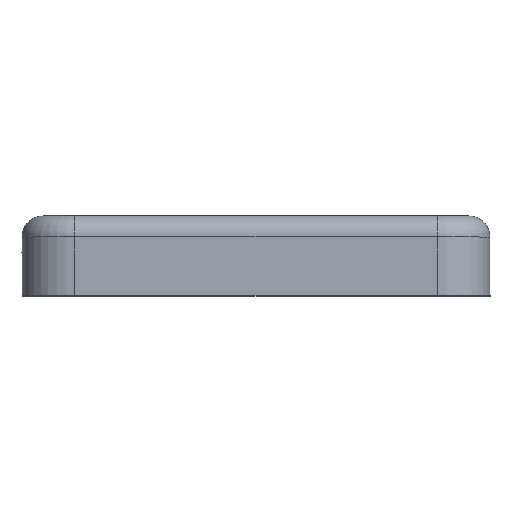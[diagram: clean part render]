
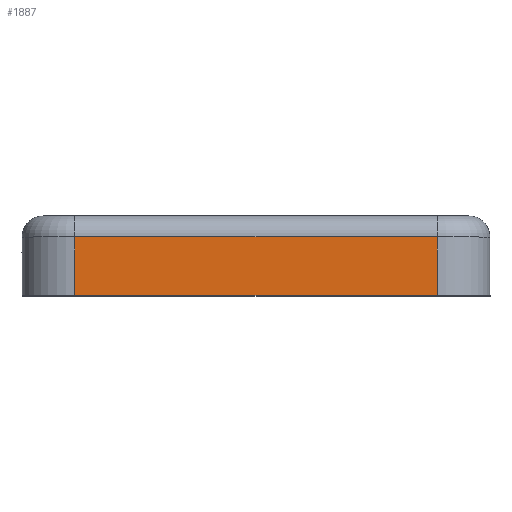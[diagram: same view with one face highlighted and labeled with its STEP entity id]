
A CAD part, top view. The second image highlights one B-rep face of the part: STEP entity #1887.
In plain terms, the highlighted planar face has unit normal (0, 0, 1).
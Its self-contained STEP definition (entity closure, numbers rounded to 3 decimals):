
#33 = VERTEX_POINT ( 'NONE', #964 ) ;
#61 = LINE ( 'NONE', #1878, #842 ) ;
#403 = DIRECTION ( 'NONE',  ( 0., 0., 1. ) ) ;
#421 = LINE ( 'NONE', #2202, #2628 ) ;
#476 = DIRECTION ( 'NONE',  ( 1., 0., 0. ) ) ;
#608 = ORIENTED_EDGE ( 'NONE', *, *, #2289, .T. ) ;
#746 = EDGE_CURVE ( 'NONE', #1072, #33, #1220, .T. ) ;
#796 = PLANE ( 'NONE',  #2791 ) ;
#804 = CARTESIAN_POINT ( 'NONE',  ( -6.85, -0.8, 11.025 ) ) ;
#842 = VECTOR ( 'NONE', #1417, 1000. ) ;
#847 = VECTOR ( 'NONE', #1555, 1000. ) ;
#892 = ORIENTED_EDGE ( 'NONE', *, *, #2880, .T. ) ;
#964 = CARTESIAN_POINT ( 'NONE',  ( 6.85, -0.8, 11.025 ) ) ;
#1010 = LINE ( 'NONE', #1139, #1661 ) ;
#1072 = VERTEX_POINT ( 'NONE', #804 ) ;
#1139 = CARTESIAN_POINT ( 'NONE',  ( -6.85, -3., 11.025 ) ) ;
#1179 = ORIENTED_EDGE ( 'NONE', *, *, #746, .F. ) ;
#1220 = LINE ( 'NONE', #2516, #847 ) ;
#1417 = DIRECTION ( 'NONE',  ( 0., -1., 0. ) ) ;
#1555 = DIRECTION ( 'NONE',  ( 1., 0., 0. ) ) ;
#1661 = VECTOR ( 'NONE', #476, 1000. ) ;
#1715 = DIRECTION ( 'NONE',  ( 0., -1., 0. ) ) ;
#1878 = CARTESIAN_POINT ( 'NONE',  ( 6.85, 0., 11.025 ) ) ;
#1887 = ADVANCED_FACE ( 'NONE', ( #1902 ), #796, .T. ) ;
#1902 = FACE_OUTER_BOUND ( 'NONE', #2331, .T. ) ;
#1912 = VERTEX_POINT ( 'NONE', #2921 ) ;
#2097 = VERTEX_POINT ( 'NONE', #2339 ) ;
#2140 = EDGE_CURVE ( 'NONE', #33, #2097, #61, .T. ) ;
#2202 = CARTESIAN_POINT ( 'NONE',  ( -6.85, 0., 11.025 ) ) ;
#2266 = DIRECTION ( 'NONE',  ( 0., -1., 0. ) ) ;
#2289 = EDGE_CURVE ( 'NONE', #1072, #1912, #421, .T. ) ;
#2331 = EDGE_LOOP ( 'NONE', ( #892, #2771, #1179, #608 ) ) ;
#2339 = CARTESIAN_POINT ( 'NONE',  ( 6.85, -3., 11.025 ) ) ;
#2496 = CARTESIAN_POINT ( 'NONE',  ( -6.85, 0., 11.025 ) ) ;
#2516 = CARTESIAN_POINT ( 'NONE',  ( -6.85, -0.8, 11.025 ) ) ;
#2628 = VECTOR ( 'NONE', #1715, 1000. ) ;
#2771 = ORIENTED_EDGE ( 'NONE', *, *, #2140, .F. ) ;
#2791 = AXIS2_PLACEMENT_3D ( 'NONE', #2496, #403, #2266 ) ;
#2880 = EDGE_CURVE ( 'NONE', #1912, #2097, #1010, .T. ) ;
#2921 = CARTESIAN_POINT ( 'NONE',  ( -6.85, -3., 11.025 ) ) ;
